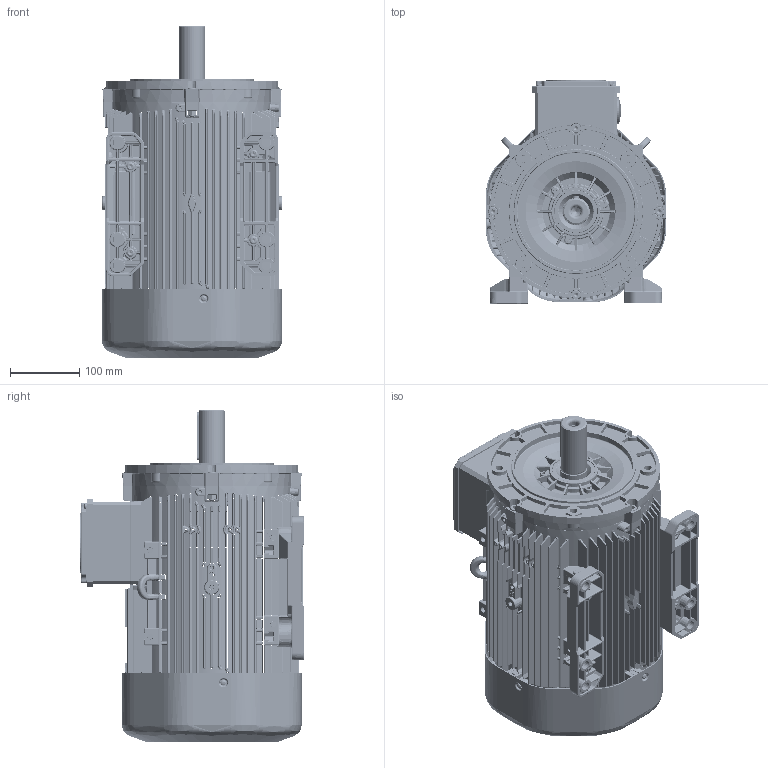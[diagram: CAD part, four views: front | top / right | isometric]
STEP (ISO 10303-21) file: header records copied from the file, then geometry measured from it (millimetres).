
FILE_DESCRIPTION(/* description */ (''),/* implementation_level */ '2;1');
FILE_NAME(/* name */ '_QH series_ 132_B34b_stp.stp',/* time_stamp */ '2024-07-30T12:54:59+03:00',/* author */ (''),/* organization */ (''),/* preprocessor_version */ 'ST-DEVELOPER v18.102',/* originating_system */ 'SIEMENS PLM Software NX2206.8101',/* authorisation */ '');
FILE_SCHEMA (('AP203_CONFIGURATION_CONTROLLED_3D_DESIGN_OF_MECHANICAL_PARTS_AND_ASSEMBLIES_MIM_LF { 1 0 10303 403 2 1 2}'));
Length unit declared in the file: millimetre
Products named in the file (1): AA_objects
Bounding box: 260.12 x 323.2 x 480.49 mm (x, y, z)
Surface area: 1223788.7 mm2 (no closed solid volume)
Topology: 0 solids, 105 shells, 7671 faces, 24617 edges, 15687 vertices
Faces by surface type: cylinder 2958, plane 1835, bspline 1594, torus 564, sphere 393, cone 327
Full cylindrical faces by diameter (mm): 5.5 x1, 8 x7, 8.5 x2, 14 x1, 24.404 x1, 37.6 x1, 38 x1, 40 x1, 45 x1, 82 x1, 86.767 x1, 180 x1, 230.5 x1
Entity records: 314601 total; most frequent: CARTESIAN_POINT 109884, DIRECTION 42902, ORIENTED_EDGE 37347, EDGE_CURVE 24109, AXIS2_PLACEMENT_3D 17001, VERTEX_POINT 15596, LINE 8900, VECTOR 8900
